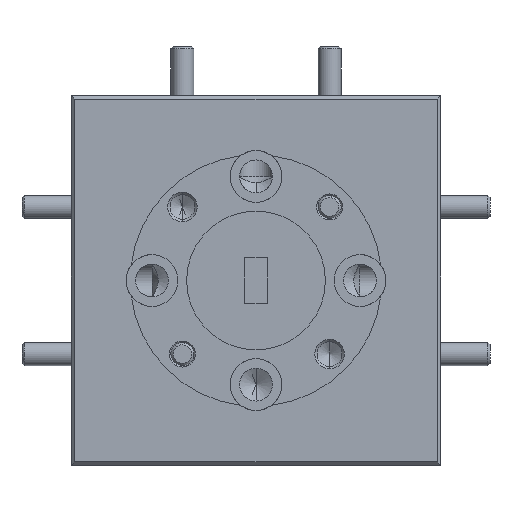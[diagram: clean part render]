
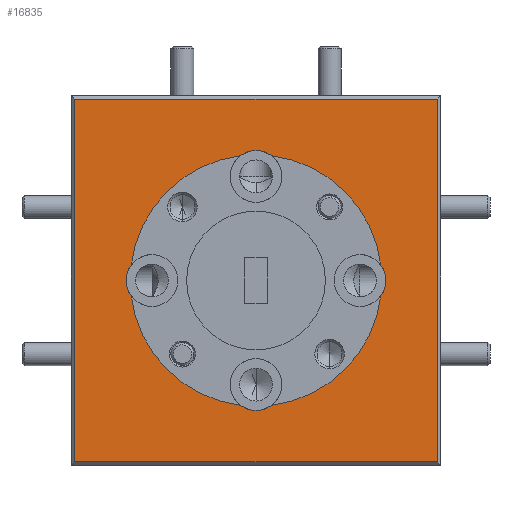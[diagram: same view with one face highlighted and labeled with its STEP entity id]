
A CAD part, front view. The second image highlights one B-rep face of the part: STEP entity #16835.
In plain terms, the highlighted planar face has unit normal (0, -1, 0).
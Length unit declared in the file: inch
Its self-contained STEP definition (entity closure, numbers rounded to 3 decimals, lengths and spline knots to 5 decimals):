
#3 = DIRECTION ( 'NONE',  ( 0., 0., -1. ) ) ;
#152 = EDGE_CURVE ( 'NONE', #1799, #13774, #11588, .T. ) ;
#335 = DIRECTION ( 'NONE',  ( 0., -1., 0. ) ) ;
#339 = VERTEX_POINT ( 'NONE', #1523 ) ;
#840 = CARTESIAN_POINT ( 'NONE',  ( 0., 0., 0.28125 ) ) ;
#872 = DIRECTION ( 'NONE',  ( 0., -1., 0. ) ) ;
#877 = CARTESIAN_POINT ( 'NONE',  ( 0., 0., -0.49 ) ) ;
#968 = AXIS2_PLACEMENT_3D ( 'NONE', #9601, #9432, #14772 ) ;
#1039 = ORIENTED_EDGE ( 'NONE', *, *, #5524, .F. ) ;
#1276 = CARTESIAN_POINT ( 'NONE',  ( 0.33743, 0., -0.04177 ) ) ;
#1310 = CIRCLE ( 'NONE', #13877, 0.34 ) ;
#1523 = CARTESIAN_POINT ( 'NONE',  ( 0.33743, 0., 0.04177 ) ) ;
#1790 = CARTESIAN_POINT ( 'NONE',  ( 0.04177, 0., 0.33743 ) ) ;
#1799 = VERTEX_POINT ( 'NONE', #7615 ) ;
#1862 = VECTOR ( 'NONE', #16703, 39.37008 ) ;
#2060 = VERTEX_POINT ( 'NONE', #16536 ) ;
#2248 = DIRECTION ( 'NONE',  ( 0., 0., -1. ) ) ;
#2275 = VERTEX_POINT ( 'NONE', #16787 ) ;
#2390 = EDGE_CURVE ( 'NONE', #9808, #2275, #9065, .T. ) ;
#2640 = CARTESIAN_POINT ( 'NONE',  ( 0., 0., -0.28125 ) ) ;
#2766 = EDGE_CURVE ( 'NONE', #13793, #339, #9634, .T. ) ;
#2888 = DIRECTION ( 'NONE',  ( 0., 0., 1. ) ) ;
#3063 = ORIENTED_EDGE ( 'NONE', *, *, #12480, .F. ) ;
#3065 = EDGE_CURVE ( 'NONE', #14095, #2060, #10182, .T. ) ;
#3228 = DIRECTION ( 'NONE',  ( 0., 1., 0. ) ) ;
#3259 = ORIENTED_EDGE ( 'NONE', *, *, #2766, .F. ) ;
#3287 = AXIS2_PLACEMENT_3D ( 'NONE', #10671, #11904, #5252 ) ;
#3507 = EDGE_CURVE ( 'NONE', #7544, #12320, #10808, .T. ) ;
#3509 = ORIENTED_EDGE ( 'NONE', *, *, #7793, .F. ) ;
#4014 = EDGE_CURVE ( 'NONE', #12320, #9808, #17082, .T. ) ;
#4477 = EDGE_LOOP ( 'NONE', ( #12358, #12039, #16819, #14914, #3063, #3509, #3259, #1039, #12207, #12513 ) ) ;
#4946 = CIRCLE ( 'NONE', #12204, 0.07 ) ;
#5252 = DIRECTION ( 'NONE',  ( 0., 0., -1. ) ) ;
#5302 = DIRECTION ( 'NONE',  ( 0., -1., 0. ) ) ;
#5344 = CARTESIAN_POINT ( 'NONE',  ( -0.33743, 0., -0.04177 ) ) ;
#5524 = EDGE_CURVE ( 'NONE', #2275, #13793, #11033, .T. ) ;
#5593 = DIRECTION ( 'NONE',  ( -1., 0., 0. ) ) ;
#5659 = DIRECTION ( 'NONE',  ( 0., 0., -1. ) ) ;
#5736 = CARTESIAN_POINT ( 'NONE',  ( -0.04177, 0., -0.33743 ) ) ;
#5755 = DIRECTION ( 'NONE',  ( 0., 0., -1. ) ) ;
#5918 = CIRCLE ( 'NONE', #9781, 0.34 ) ;
#6422 = VERTEX_POINT ( 'NONE', #8421 ) ;
#7007 = CIRCLE ( 'NONE', #10920, 0.07 ) ;
#7248 = CARTESIAN_POINT ( 'NONE',  ( 0., 0., 0.49 ) ) ;
#7544 = VERTEX_POINT ( 'NONE', #5344 ) ;
#7615 = CARTESIAN_POINT ( 'NONE',  ( -0.49, 0., 0.49 ) ) ;
#7793 = EDGE_CURVE ( 'NONE', #339, #13855, #1310, .T. ) ;
#8043 = EDGE_CURVE ( 'NONE', #6422, #10429, #4946, .T. ) ;
#8184 = PLANE ( 'NONE',  #12820 ) ;
#8277 = CARTESIAN_POINT ( 'NONE',  ( -0.28125, 0., 0. ) ) ;
#8421 = CARTESIAN_POINT ( 'NONE',  ( 0., 0., 0.35125 ) ) ;
#8671 = EDGE_CURVE ( 'NONE', #13774, #14095, #8737, .T. ) ;
#8737 = LINE ( 'NONE', #877, #1862 ) ;
#9065 = CIRCLE ( 'NONE', #15782, 0.07 ) ;
#9121 = DIRECTION ( 'NONE',  ( 0., 0., -1. ) ) ;
#9432 = DIRECTION ( 'NONE',  ( 0., -1., 0. ) ) ;
#9547 = AXIS2_PLACEMENT_3D ( 'NONE', #10052, #872, #11464 ) ;
#9601 = CARTESIAN_POINT ( 'NONE',  ( 0., 0., 0. ) ) ;
#9633 = ORIENTED_EDGE ( 'NONE', *, *, #8671, .T. ) ;
#9634 = CIRCLE ( 'NONE', #16641, 0.07 ) ;
#9781 = AXIS2_PLACEMENT_3D ( 'NONE', #13921, #13829, #10871 ) ;
#9808 = VERTEX_POINT ( 'NONE', #16391 ) ;
#10052 = CARTESIAN_POINT ( 'NONE',  ( 0., 0., -0.28125 ) ) ;
#10103 = DIRECTION ( 'NONE',  ( 0., 0., 1. ) ) ;
#10182 = LINE ( 'NONE', #15520, #13864 ) ;
#10429 = VERTEX_POINT ( 'NONE', #11879 ) ;
#10461 = DIRECTION ( 'NONE',  ( 0., -1., 0. ) ) ;
#10545 = ORIENTED_EDGE ( 'NONE', *, *, #3065, .T. ) ;
#10558 = CARTESIAN_POINT ( 'NONE',  ( 0.28125, 0., 0. ) ) ;
#10671 = CARTESIAN_POINT ( 'NONE',  ( 0., 0., 0. ) ) ;
#10808 = CIRCLE ( 'NONE', #3287, 0.34 ) ;
#10871 = DIRECTION ( 'NONE',  ( 0., 0., -1. ) ) ;
#10920 = AXIS2_PLACEMENT_3D ( 'NONE', #840, #12896, #2248 ) ;
#11033 = CIRCLE ( 'NONE', #968, 0.34 ) ;
#11205 = LINE ( 'NONE', #7248, #13485 ) ;
#11246 = VERTEX_POINT ( 'NONE', #11925 ) ;
#11464 = DIRECTION ( 'NONE',  ( 0., 0., -1. ) ) ;
#11588 = LINE ( 'NONE', #14288, #16413 ) ;
#11879 = CARTESIAN_POINT ( 'NONE',  ( -0.04177, 0., 0.33743 ) ) ;
#11904 = DIRECTION ( 'NONE',  ( 0., -1., 0. ) ) ;
#11925 = CARTESIAN_POINT ( 'NONE',  ( -0.33743, 0., 0.04177 ) ) ;
#12039 = ORIENTED_EDGE ( 'NONE', *, *, #15227, .F. ) ;
#12204 = AXIS2_PLACEMENT_3D ( 'NONE', #17018, #5302, #13002 ) ;
#12207 = ORIENTED_EDGE ( 'NONE', *, *, #2390, .F. ) ;
#12311 = CARTESIAN_POINT ( 'NONE',  ( 0., 0., 0. ) ) ;
#12320 = VERTEX_POINT ( 'NONE', #5736 ) ;
#12358 = ORIENTED_EDGE ( 'NONE', *, *, #3507, .F. ) ;
#12480 = EDGE_CURVE ( 'NONE', #13855, #6422, #7007, .T. ) ;
#12513 = ORIENTED_EDGE ( 'NONE', *, *, #4014, .F. ) ;
#12820 = AXIS2_PLACEMENT_3D ( 'NONE', #12311, #3228, #2888 ) ;
#12896 = DIRECTION ( 'NONE',  ( 0., -1., 0. ) ) ;
#13002 = DIRECTION ( 'NONE',  ( 0., 0., -1. ) ) ;
#13161 = EDGE_CURVE ( 'NONE', #10429, #11246, #5918, .T. ) ;
#13485 = VECTOR ( 'NONE', #5593, 39.37008 ) ;
#13495 = CIRCLE ( 'NONE', #16002, 0.07 ) ;
#13623 = FACE_BOUND ( 'NONE', #4477, .T. ) ;
#13774 = VERTEX_POINT ( 'NONE', #14905 ) ;
#13793 = VERTEX_POINT ( 'NONE', #1276 ) ;
#13829 = DIRECTION ( 'NONE',  ( 0., -1., 0. ) ) ;
#13855 = VERTEX_POINT ( 'NONE', #1790 ) ;
#13864 = VECTOR ( 'NONE', #10103, 39.37008 ) ;
#13877 = AXIS2_PLACEMENT_3D ( 'NONE', #15028, #16173, #5755 ) ;
#13921 = CARTESIAN_POINT ( 'NONE',  ( 0., 0., 0. ) ) ;
#14095 = VERTEX_POINT ( 'NONE', #15855 ) ;
#14288 = CARTESIAN_POINT ( 'NONE',  ( -0.49, 0., 0. ) ) ;
#14698 = EDGE_CURVE ( 'NONE', #2060, #1799, #11205, .T. ) ;
#14772 = DIRECTION ( 'NONE',  ( 0., 0., -1. ) ) ;
#14905 = CARTESIAN_POINT ( 'NONE',  ( -0.49, 0., -0.49 ) ) ;
#14914 = ORIENTED_EDGE ( 'NONE', *, *, #8043, .F. ) ;
#14973 = EDGE_LOOP ( 'NONE', ( #9633, #10545, #16027, #16646 ) ) ;
#15028 = CARTESIAN_POINT ( 'NONE',  ( 0., 0., 0. ) ) ;
#15227 = EDGE_CURVE ( 'NONE', #11246, #7544, #13495, .T. ) ;
#15520 = CARTESIAN_POINT ( 'NONE',  ( 0.49, 0., 0. ) ) ;
#15782 = AXIS2_PLACEMENT_3D ( 'NONE', #2640, #15917, #3 ) ;
#15855 = CARTESIAN_POINT ( 'NONE',  ( 0.49, 0., -0.49 ) ) ;
#15917 = DIRECTION ( 'NONE',  ( 0., -1., 0. ) ) ;
#16002 = AXIS2_PLACEMENT_3D ( 'NONE', #8277, #335, #5659 ) ;
#16027 = ORIENTED_EDGE ( 'NONE', *, *, #14698, .T. ) ;
#16173 = DIRECTION ( 'NONE',  ( 0., -1., 0. ) ) ;
#16332 = FACE_OUTER_BOUND ( 'NONE', #14973, .T. ) ;
#16391 = CARTESIAN_POINT ( 'NONE',  ( 0., 0., -0.35125 ) ) ;
#16413 = VECTOR ( 'NONE', #9121, 39.37008 ) ;
#16536 = CARTESIAN_POINT ( 'NONE',  ( 0.49, 0., 0.49 ) ) ;
#16641 = AXIS2_PLACEMENT_3D ( 'NONE', #10558, #10461, #17108 ) ;
#16646 = ORIENTED_EDGE ( 'NONE', *, *, #152, .T. ) ;
#16703 = DIRECTION ( 'NONE',  ( 1., 0., 0. ) ) ;
#16787 = CARTESIAN_POINT ( 'NONE',  ( 0.04177, 0., -0.33743 ) ) ;
#16819 = ORIENTED_EDGE ( 'NONE', *, *, #13161, .F. ) ;
#16835 = ADVANCED_FACE ( 'NONE', ( #16332, #13623 ), #8184, .F. ) ;
#17018 = CARTESIAN_POINT ( 'NONE',  ( 0., 0., 0.28125 ) ) ;
#17082 = CIRCLE ( 'NONE', #9547, 0.07 ) ;
#17108 = DIRECTION ( 'NONE',  ( 0., 0., -1. ) ) ;
